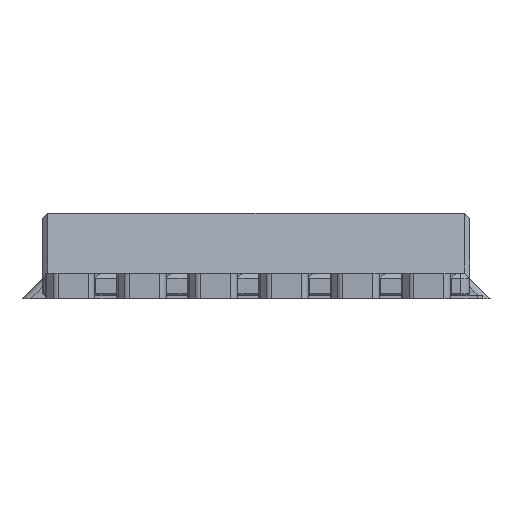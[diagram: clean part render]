
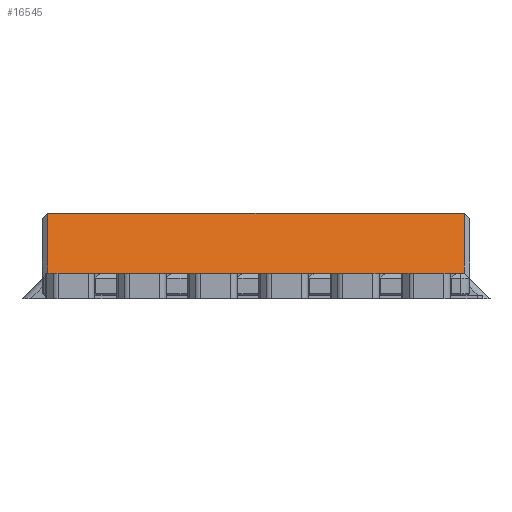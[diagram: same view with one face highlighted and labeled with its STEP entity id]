
A CAD part, front view. The second image highlights one B-rep face of the part: STEP entity #16545.
In plain terms, the highlighted planar face has unit normal (0, -0.5, 0.866).
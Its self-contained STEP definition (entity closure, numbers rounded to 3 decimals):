
#10215 = VERTEX_POINT('',#10216);
#10216 = CARTESIAN_POINT('',(24.4,-22.124,3.));
#14769 = EDGE_CURVE('',#14770,#14772,#14774,.T.);
#14770 = VERTEX_POINT('',#14771);
#14771 = CARTESIAN_POINT('',(-24.4,-10.,10.));
#14772 = VERTEX_POINT('',#14773);
#14773 = CARTESIAN_POINT('',(24.4,-10.,10.));
#14774 = LINE('',#14775,#14776);
#14775 = CARTESIAN_POINT('',(-25.,-10.,10.));
#14776 = VECTOR('',#14777,1.);
#14777 = DIRECTION('',(1.,0.,0.));
#15022 = EDGE_CURVE('',#15023,#10215,#15025,.T.);
#15023 = VERTEX_POINT('',#15024);
#15024 = CARTESIAN_POINT('',(-24.4,-22.124,3.));
#15025 = LINE('',#15026,#15027);
#15026 = CARTESIAN_POINT('',(-12.5,-22.124,3.));
#15027 = VECTOR('',#15028,1.);
#15028 = DIRECTION('',(1.,0.,0.));
#16129 = EDGE_CURVE('',#10215,#14772,#16130,.T.);
#16130 = LINE('',#16131,#16132);
#16131 = CARTESIAN_POINT('',(24.4,-22.124,3.));
#16132 = VECTOR('',#16133,1.);
#16133 = DIRECTION('',(0.,0.866,0.5));
#16545 = ADVANCED_FACE('',(#16546),#16557,.T.);
#16546 = FACE_BOUND('',#16547,.T.);
#16547 = EDGE_LOOP('',(#16548,#16549,#16555,#16556));
#16548 = ORIENTED_EDGE('',*,*,#14769,.F.);
#16549 = ORIENTED_EDGE('',*,*,#16550,.F.);
#16550 = EDGE_CURVE('',#15023,#14770,#16551,.T.);
#16551 = LINE('',#16552,#16553);
#16552 = CARTESIAN_POINT('',(-24.4,-22.124,3.));
#16553 = VECTOR('',#16554,1.);
#16554 = DIRECTION('',(0.,0.866,0.5));
#16555 = ORIENTED_EDGE('',*,*,#15022,.T.);
#16556 = ORIENTED_EDGE('',*,*,#16129,.T.);
#16557 = PLANE('',#16558);
#16558 = AXIS2_PLACEMENT_3D('',#16559,#16560,#16561);
#16559 = CARTESIAN_POINT('',(-25.,-27.321,0.));
#16560 = DIRECTION('',(0.,-0.5,0.866));
#16561 = DIRECTION('',(0.,0.866,0.5));
